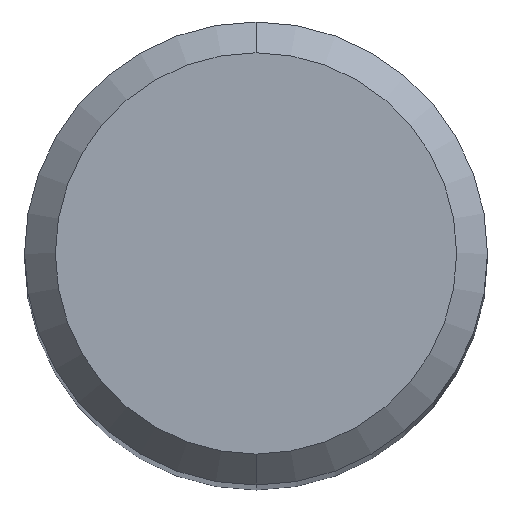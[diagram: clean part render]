
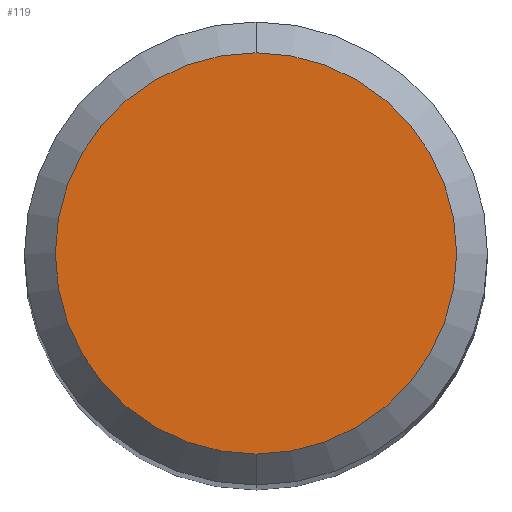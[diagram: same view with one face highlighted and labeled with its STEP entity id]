
A CAD part, top view. The second image highlights one B-rep face of the part: STEP entity #119.
In plain terms, the highlighted planar face has unit normal (0, 0, 1).
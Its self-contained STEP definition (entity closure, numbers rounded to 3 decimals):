
#119=ADVANCED_FACE('',(#272),#273,.T.);
#143=VERTEX_POINT('',#300);
#163=EDGE_CURVE('',#209,#143,#322,.T.);
#189=EDGE_CURVE('',#143,#209,#351,.T.);
#209=VERTEX_POINT('',#374);
#272=FACE_OUTER_BOUND('',#441,.T.);
#273=PLANE('',#442);
#300=CARTESIAN_POINT('',(0.,-2.6,0.0));
#322=CIRCLE('',#507,2.6);
#351=CIRCLE('',#546,2.6);
#374=CARTESIAN_POINT('',(0.0,2.6,0.0));
#441=EDGE_LOOP('',(#634,#635));
#442=AXIS2_PLACEMENT_3D('',#636,#637,#638);
#507=AXIS2_PLACEMENT_3D('',#690,#691,#692);
#546=AXIS2_PLACEMENT_3D('',#728,#729,#730);
#634=ORIENTED_EDGE('',*,*,#163,.F.);
#635=ORIENTED_EDGE('',*,*,#189,.F.);
#636=CARTESIAN_POINT('',(0.0,1.3,0.0));
#637=DIRECTION('',(-0.0,0.0,1.0));
#638=DIRECTION('',(0.0,-1.0,0.0));
#690=CARTESIAN_POINT('',(0.0,0.0,0.0));
#691=DIRECTION('',(0.0,0.0,-1.0));
#692=DIRECTION('',(0.0,1.0,0.0));
#728=CARTESIAN_POINT('',(0.0,0.0,0.0));
#729=DIRECTION('',(0.0,0.0,-1.0));
#730=DIRECTION('',(0.0,1.0,0.0));
